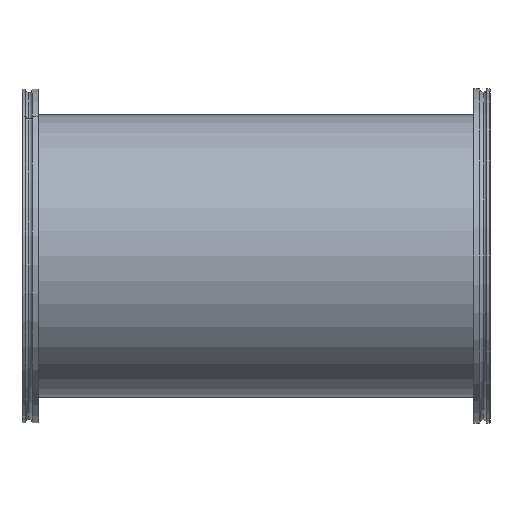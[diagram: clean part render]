
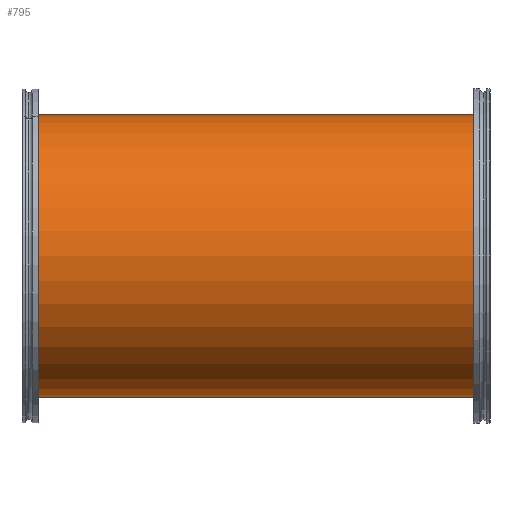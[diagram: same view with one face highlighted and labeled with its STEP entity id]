
A CAD part, left-side view. The second image highlights one B-rep face of the part: STEP entity #795.
In plain terms, the highlighted cylindrical face has radius 101.6 mm (diameter 203.2 mm), a partial arc.
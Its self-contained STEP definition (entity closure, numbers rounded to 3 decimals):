
#1 = CARTESIAN_POINT ( 'NONE',  ( 0., 0., -101.6 ) ) ;
#16 = AXIS2_PLACEMENT_3D ( 'NONE', #28, #680, #119 ) ;
#28 = CARTESIAN_POINT ( 'NONE',  ( 0., 0., 0. ) ) ;
#75 = AXIS2_PLACEMENT_3D ( 'NONE', #300, #1036, #763 ) ;
#107 = CARTESIAN_POINT ( 'NONE',  ( 0., 323., 101.6 ) ) ;
#114 = CARTESIAN_POINT ( 'NONE',  ( 0., 323., 101.6 ) ) ;
#119 = DIRECTION ( 'NONE',  ( 0., 0., 1. ) ) ;
#175 = CARTESIAN_POINT ( 'NONE',  ( 0., 323., -101.6 ) ) ;
#187 = EDGE_CURVE ( 'NONE', #603, #659, #1169, .T. ) ;
#195 = DIRECTION ( 'NONE',  ( 0., 1., 0. ) ) ;
#255 = EDGE_CURVE ( 'NONE', #603, #732, #432, .T. ) ;
#300 = CARTESIAN_POINT ( 'NONE',  ( 0., 323., 0. ) ) ;
#311 = VECTOR ( 'NONE', #577, 1000. ) ;
#339 = CYLINDRICAL_SURFACE ( 'NONE', #75, 101.6 ) ;
#415 = ORIENTED_EDGE ( 'NONE', *, *, #255, .F. ) ;
#432 = CIRCLE ( 'NONE', #784, 101.6 ) ;
#556 = LINE ( 'NONE', #114, #311 ) ;
#573 = CARTESIAN_POINT ( 'NONE',  ( 0., 0., 101.6 ) ) ;
#577 = DIRECTION ( 'NONE',  ( 0., -1., 0. ) ) ;
#582 = EDGE_LOOP ( 'NONE', ( #809, #415, #868, #978 ) ) ;
#603 = VERTEX_POINT ( 'NONE', #175 ) ;
#611 = FACE_OUTER_BOUND ( 'NONE', #582, .T. ) ;
#653 = CARTESIAN_POINT ( 'NONE',  ( 0., 323., 0. ) ) ;
#659 = VERTEX_POINT ( 'NONE', #1 ) ;
#680 = DIRECTION ( 'NONE',  ( 0., 1., 0. ) ) ;
#732 = VERTEX_POINT ( 'NONE', #107 ) ;
#763 = DIRECTION ( 'NONE',  ( 0., 0., -1. ) ) ;
#774 = VECTOR ( 'NONE', #1040, 1000. ) ;
#784 = AXIS2_PLACEMENT_3D ( 'NONE', #653, #195, #935 ) ;
#792 = VERTEX_POINT ( 'NONE', #573 ) ;
#795 = ADVANCED_FACE ( 'NONE', ( #611 ), #339, .T. ) ;
#809 = ORIENTED_EDGE ( 'NONE', *, *, #823, .F. ) ;
#814 = EDGE_CURVE ( 'NONE', #659, #792, #834, .T. ) ;
#823 = EDGE_CURVE ( 'NONE', #732, #792, #556, .T. ) ;
#834 = CIRCLE ( 'NONE', #16, 101.6 ) ;
#868 = ORIENTED_EDGE ( 'NONE', *, *, #187, .T. ) ;
#935 = DIRECTION ( 'NONE',  ( 0., 0., 1. ) ) ;
#948 = CARTESIAN_POINT ( 'NONE',  ( 0., 323., -101.6 ) ) ;
#978 = ORIENTED_EDGE ( 'NONE', *, *, #814, .T. ) ;
#1036 = DIRECTION ( 'NONE',  ( 0., -1., 0. ) ) ;
#1040 = DIRECTION ( 'NONE',  ( 0., -1., 0. ) ) ;
#1169 = LINE ( 'NONE', #948, #774 ) ;
